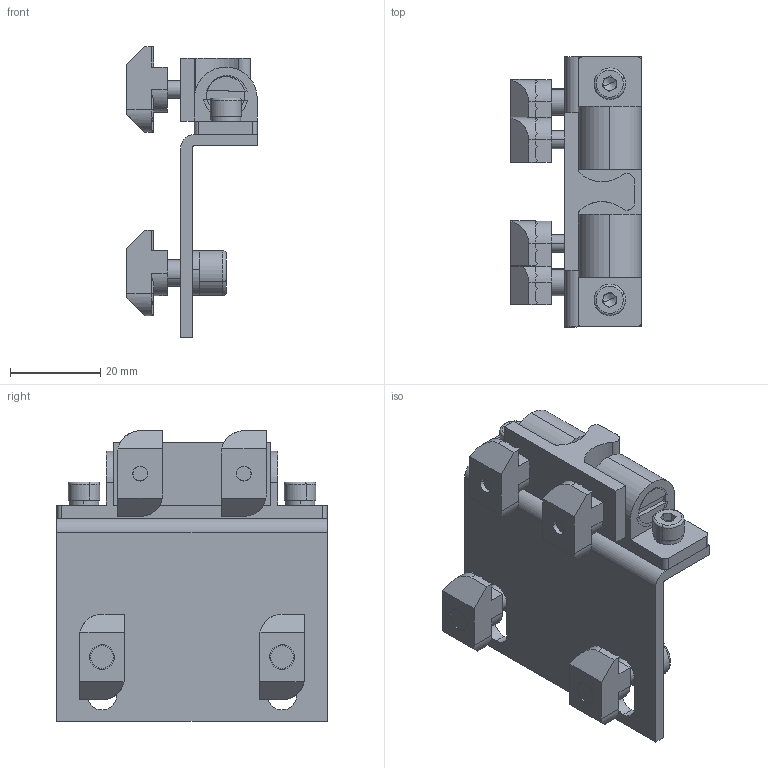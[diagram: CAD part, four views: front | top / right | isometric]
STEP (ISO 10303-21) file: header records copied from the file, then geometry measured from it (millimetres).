
FILE_DESCRIPTION (( 'STEP AP203' ), '1' );
FILE_NAME ('7.41.14.4545.ST.STEP', '2016-04-01T06:53:04', ( '微软用户' ), ( '微软中国' ), 'SwSTEP 2.0', 'SolidWorks 2012', '' );
FILE_SCHEMA (( 'CONFIG_CONTROL_DESIGN' ));
Length unit declared in the file: millimetre
Products named in the file (1): 7.41.14.4545.ST
Bounding box: 29 x 60 x 64.5 mm (x, y, z)
Surface area: 17582.2 mm2 (no closed solid volume)
Topology: 0 solids, 28 shells, 335 faces, 1019 edges, 689 vertices
Faces by surface type: plane 200, cylinder 94, cone 28, torus 10, bspline 3
Entity records: 11888 total; most frequent: CARTESIAN_POINT 2927, DIRECTION 1856, ORIENTED_EDGE 1742, EDGE_CURVE 1007, VERTEX_POINT 689, AXIS2_PLACEMENT_3D 633, VECTOR 590, LINE 590
